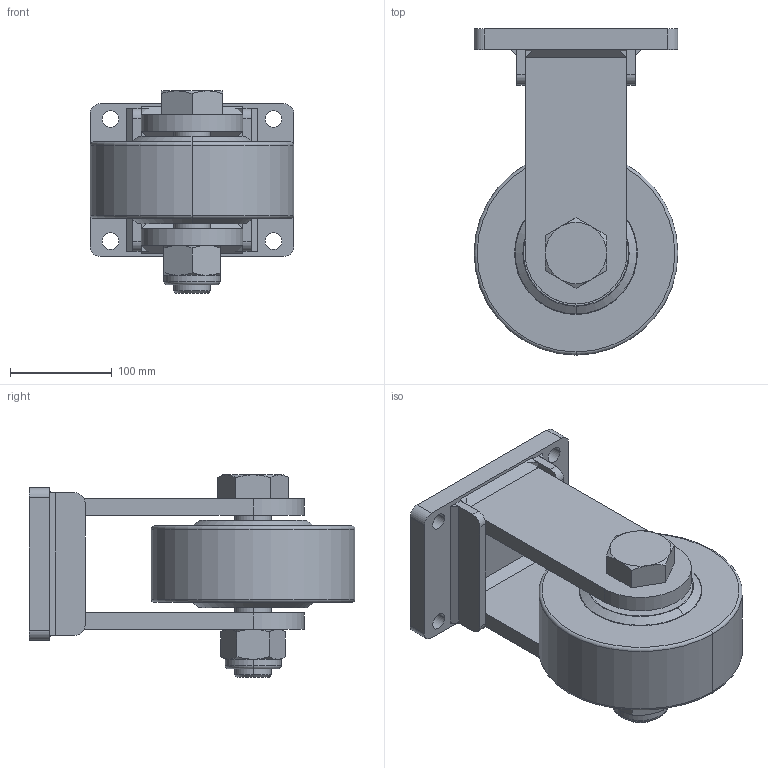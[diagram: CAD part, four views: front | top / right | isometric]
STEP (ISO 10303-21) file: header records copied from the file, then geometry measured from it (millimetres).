
FILE_DESCRIPTION (( 'STEP AP203' ), '1' );
FILE_NAME ('R865.STEP', '2020-02-25T05:25:59', ( '' ), ( '' ), 'SwSTEP 2.0', 'SolidWorks 2013', '' );
FILE_SCHEMA (( 'CONFIG_CONTROL_DESIGN' ));
Length unit declared in the file: millimetre
Products named in the file (1): R865
Bounding box: 200 x 320 x 198.55 mm (x, y, z)
Surface area: 350667.8 mm2 (no closed solid volume)
Topology: 0 solids, 19 shells, 122 faces, 308 edges, 210 vertices
Faces by surface type: plane 64, cylinder 26, cone 18, torus 14
Entity records: 3899 total; most frequent: CARTESIAN_POINT 887, DIRECTION 638, ORIENTED_EDGE 522, EDGE_CURVE 308, AXIS2_PLACEMENT_3D 237, VERTEX_POINT 210, VECTOR 164, LINE 164
